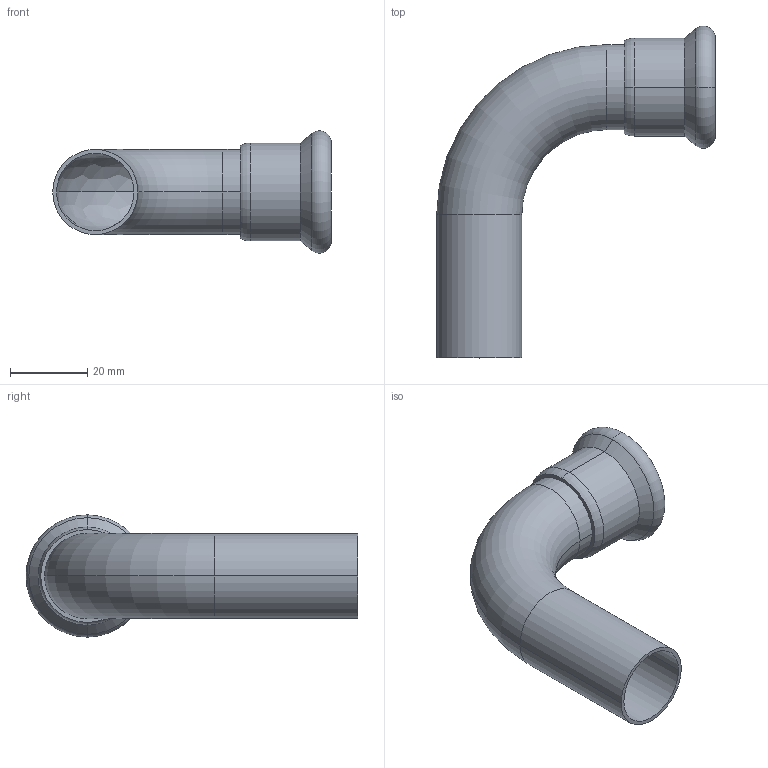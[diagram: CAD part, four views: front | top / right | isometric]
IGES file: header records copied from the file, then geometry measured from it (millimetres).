
Global section: file name: No Iges File Name specified; native system: Autodesk Inventor 2011; preprocessor: AutoDesk Inventor Iges Exporter R2011; author: bruh; date: 20110606.135008; units: millimetre
Bounding box: 72 x 85.8 x 31.6 mm (x, y, z)
Volume: 9435.4 mm3; surface area: 16793 mm2
Topology: 1 solids, 1 shells, 43 faces, 90 edges, 52 vertices
Faces by surface type: revolution 16, torus 8, plane 8, cylinder 7, cone 2, bspline 2
